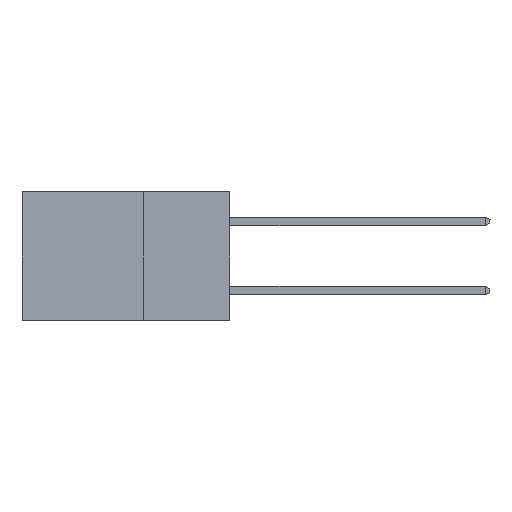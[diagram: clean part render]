
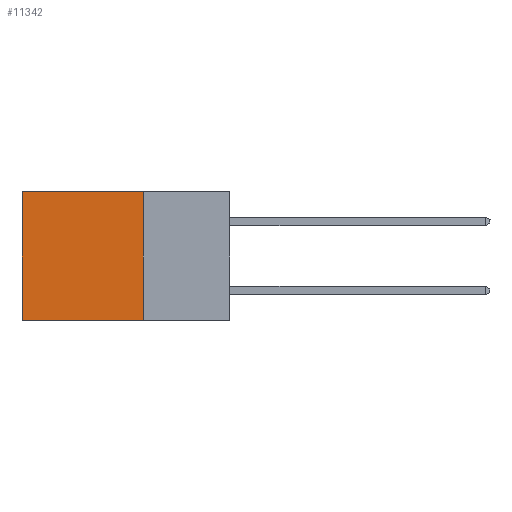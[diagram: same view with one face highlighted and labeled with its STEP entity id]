
A CAD part, left-side view. The second image highlights one B-rep face of the part: STEP entity #11342.
In plain terms, the highlighted planar face has unit normal (-1, 0, 0).
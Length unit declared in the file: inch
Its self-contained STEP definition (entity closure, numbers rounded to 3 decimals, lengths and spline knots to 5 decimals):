
#252 = EDGE_CURVE ( 'NONE', #913, #16970, #15342, .T. ) ;
#407 = CARTESIAN_POINT ( 'NONE',  ( 0.2615, 0.25, -0.37 ) ) ;
#471 = FACE_OUTER_BOUND ( 'NONE', #11068, .T. ) ;
#913 = VERTEX_POINT ( 'NONE', #13077 ) ;
#3408 = EDGE_CURVE ( 'NONE', #16970, #9371, #15438, .T. ) ;
#3555 = CARTESIAN_POINT ( 'NONE',  ( 0.2615, 0.25, -0.37 ) ) ;
#3762 = DIRECTION ( 'NONE',  ( 0., 0., -1. ) ) ;
#3837 = DIRECTION ( 'NONE',  ( 0., 0., -1. ) ) ;
#4726 = EDGE_CURVE ( 'NONE', #913, #15097, #15563, .T. ) ;
#5991 = ORIENTED_EDGE ( 'NONE', *, *, #252, .F. ) ;
#6549 = ORIENTED_EDGE ( 'NONE', *, *, #4726, .T. ) ;
#8567 = CARTESIAN_POINT ( 'NONE',  ( 0.2615, 0.6, -0.37 ) ) ;
#9371 = VERTEX_POINT ( 'NONE', #8567 ) ;
#9412 = EDGE_CURVE ( 'NONE', #15097, #9371, #10333, .T. ) ;
#10297 = CARTESIAN_POINT ( 'NONE',  ( 0.2615, 0.25, 0. ) ) ;
#10333 = LINE ( 'NONE', #17036, #21295 ) ;
#10367 = ORIENTED_EDGE ( 'NONE', *, *, #9412, .T. ) ;
#10781 = AXIS2_PLACEMENT_3D ( 'NONE', #3555, #16719, #12121 ) ;
#11068 = EDGE_LOOP ( 'NONE', ( #10367, #14908, #5991, #6549 ) ) ;
#11342 = ADVANCED_FACE ( 'NONE', ( #471 ), #12226, .F. ) ;
#12065 = CARTESIAN_POINT ( 'NONE',  ( 0.2615, 0.25, -0.37 ) ) ;
#12121 = DIRECTION ( 'NONE',  ( 0., 0., -1. ) ) ;
#12226 = PLANE ( 'NONE',  #10781 ) ;
#12389 = DIRECTION ( 'NONE',  ( 0., 1., 0. ) ) ;
#13077 = CARTESIAN_POINT ( 'NONE',  ( 0.2615, 0.25, 0. ) ) ;
#14908 = ORIENTED_EDGE ( 'NONE', *, *, #3408, .F. ) ;
#15097 = VERTEX_POINT ( 'NONE', #19975 ) ;
#15330 = DIRECTION ( 'NONE',  ( 0., 1., 0. ) ) ;
#15342 = LINE ( 'NONE', #12065, #18068 ) ;
#15438 = LINE ( 'NONE', #407, #18339 ) ;
#15563 = LINE ( 'NONE', #10297, #16790 ) ;
#16719 = DIRECTION ( 'NONE',  ( 1., 0., 0. ) ) ;
#16790 = VECTOR ( 'NONE', #12389, 39.37008 ) ;
#16970 = VERTEX_POINT ( 'NONE', #19547 ) ;
#17036 = CARTESIAN_POINT ( 'NONE',  ( 0.2615, 0.6, -0.37 ) ) ;
#18068 = VECTOR ( 'NONE', #3837, 39.37008 ) ;
#18339 = VECTOR ( 'NONE', #15330, 39.37008 ) ;
#19547 = CARTESIAN_POINT ( 'NONE',  ( 0.2615, 0.25, -0.37 ) ) ;
#19975 = CARTESIAN_POINT ( 'NONE',  ( 0.2615, 0.6, 0. ) ) ;
#21295 = VECTOR ( 'NONE', #3762, 39.37008 ) ;
